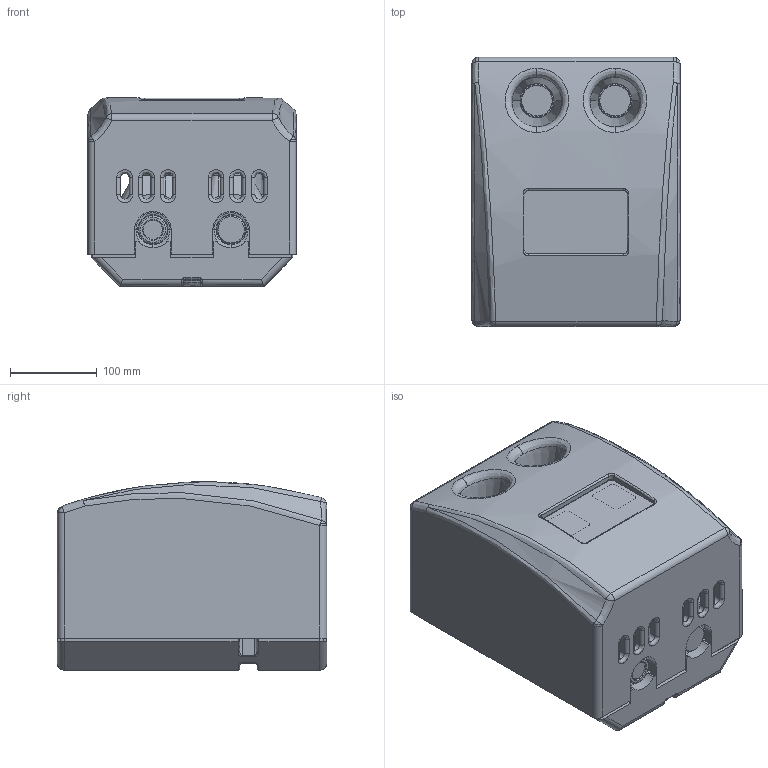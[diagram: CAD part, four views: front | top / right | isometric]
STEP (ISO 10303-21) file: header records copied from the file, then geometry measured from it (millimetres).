
FILE_DESCRIPTION (( 'STEP AP203' ), '1' );
FILE_NAME ('HK20.STEP', '2022-12-01T13:33:53', ( '' ), ( '' ), 'SwSTEP 2.0', 'SolidWorks 2021', '' );
FILE_SCHEMA (( 'CONFIG_CONTROL_DESIGN' ));
Products named in the file (1): HK20
Bounding box: 240 x 310 x 216.86 mm (x, y, z)
Surface area: 1129427.9 mm2 (no closed solid volume)
Topology: 0 solids, 10 shells, 3847 faces, 10631 edges, 6679 vertices
Faces by surface type: plane 1267, cylinder 1264, bspline 1001, cone 297, torus 18
Entity records: 186999 total; most frequent: CARTESIAN_POINT 99553, ORIENTED_EDGE 20988, DIRECTION 14659, EDGE_CURVE 10514, VERTEX_POINT 6680, AXIS2_PLACEMENT_3D 5173, LINE 4313, VECTOR 4313
